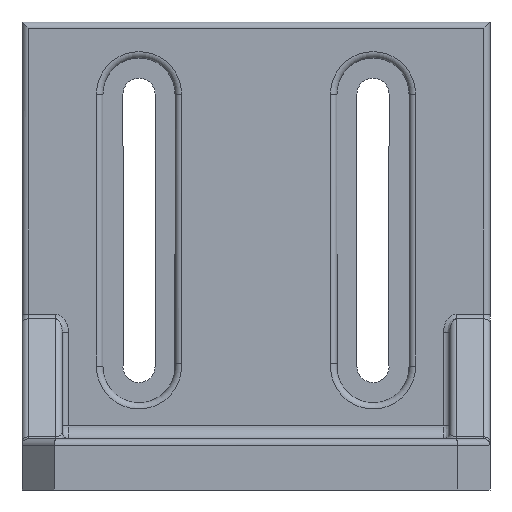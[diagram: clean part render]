
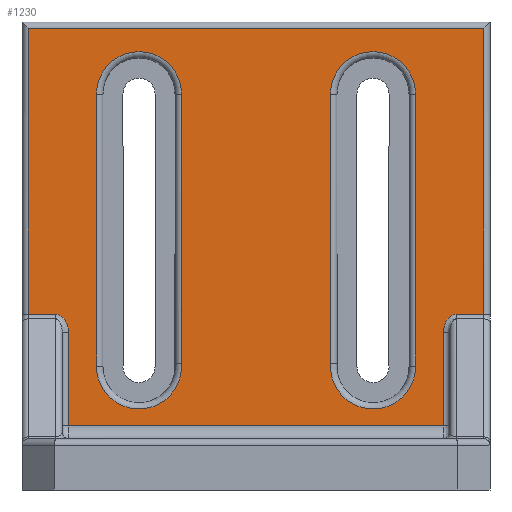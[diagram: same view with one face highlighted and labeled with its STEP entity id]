
A CAD part, front view. The second image highlights one B-rep face of the part: STEP entity #1230.
In plain terms, the highlighted planar face has unit normal (0, -1, 0).
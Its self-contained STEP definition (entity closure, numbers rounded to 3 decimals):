
#77=FACE_BOUND('',#246,.T.);
#78=FACE_BOUND('',#247,.T.);
#93=CIRCLE('',#1323,6.625);
#97=CIRCLE('',#1329,6.625);
#100=CIRCLE('',#1338,6.625);
#101=CIRCLE('',#1339,6.625);
#163=FACE_OUTER_BOUND('',#245,.T.);
#245=EDGE_LOOP('',(#872,#873,#874,#875,#876,#877,#878,#879,#880,#881));
#246=EDGE_LOOP('',(#882,#883,#884,#885));
#247=EDGE_LOOP('',(#886,#887,#888,#889));
#328=ELLIPSE('',#1336,2.828,2.);
#329=ELLIPSE('',#1337,2.828,2.);
#351=LINE('',#1970,#449);
#352=LINE('',#1978,#450);
#358=LINE('',#1993,#456);
#359=LINE('',#1995,#457);
#360=LINE('',#1997,#458);
#361=LINE('',#2001,#459);
#362=LINE('',#2003,#460);
#363=LINE('',#2005,#461);
#364=LINE('',#2007,#462);
#365=LINE('',#2009,#463);
#366=LINE('',#2013,#464);
#367=LINE('',#2017,#465);
#449=VECTOR('',#1506,10.);
#450=VECTOR('',#1517,10.);
#456=VECTOR('',#1531,10.);
#457=VECTOR('',#1532,10.);
#458=VECTOR('',#1533,10.);
#459=VECTOR('',#1536,10.);
#460=VECTOR('',#1537,10.);
#461=VECTOR('',#1538,10.);
#462=VECTOR('',#1539,10.);
#463=VECTOR('',#1540,10.);
#464=VECTOR('',#1543,10.);
#465=VECTOR('',#1546,10.);
#553=VERTEX_POINT('',#1910);
#554=VERTEX_POINT('',#1911);
#558=VERTEX_POINT('',#1968);
#560=VERTEX_POINT('',#1973);
#564=VERTEX_POINT('',#1991);
#565=VERTEX_POINT('',#1992);
#566=VERTEX_POINT('',#1994);
#567=VERTEX_POINT('',#1996);
#568=VERTEX_POINT('',#1998);
#569=VERTEX_POINT('',#2000);
#570=VERTEX_POINT('',#2002);
#571=VERTEX_POINT('',#2004);
#572=VERTEX_POINT('',#2006);
#573=VERTEX_POINT('',#2008);
#574=VERTEX_POINT('',#2011);
#575=VERTEX_POINT('',#2012);
#576=VERTEX_POINT('',#2014);
#577=VERTEX_POINT('',#2016);
#664=EDGE_CURVE('',#553,#554,#93,.T.);
#670=EDGE_CURVE('',#558,#553,#351,.T.);
#672=EDGE_CURVE('',#560,#558,#97,.T.);
#674=EDGE_CURVE('',#554,#560,#352,.T.);
#681=EDGE_CURVE('',#564,#565,#358,.T.);
#682=EDGE_CURVE('',#566,#564,#359,.T.);
#683=EDGE_CURVE('',#567,#566,#360,.T.);
#684=EDGE_CURVE('',#568,#567,#328,.T.);
#685=EDGE_CURVE('',#569,#568,#361,.T.);
#686=EDGE_CURVE('',#570,#569,#362,.T.);
#687=EDGE_CURVE('',#571,#570,#363,.T.);
#688=EDGE_CURVE('',#572,#571,#364,.T.);
#689=EDGE_CURVE('',#573,#572,#365,.T.);
#690=EDGE_CURVE('',#565,#573,#329,.T.);
#691=EDGE_CURVE('',#574,#575,#366,.T.);
#692=EDGE_CURVE('',#576,#574,#100,.T.);
#693=EDGE_CURVE('',#577,#576,#367,.T.);
#694=EDGE_CURVE('',#575,#577,#101,.T.);
#872=ORIENTED_EDGE('',*,*,#681,.F.);
#873=ORIENTED_EDGE('',*,*,#682,.F.);
#874=ORIENTED_EDGE('',*,*,#683,.F.);
#875=ORIENTED_EDGE('',*,*,#684,.F.);
#876=ORIENTED_EDGE('',*,*,#685,.F.);
#877=ORIENTED_EDGE('',*,*,#686,.F.);
#878=ORIENTED_EDGE('',*,*,#687,.F.);
#879=ORIENTED_EDGE('',*,*,#688,.F.);
#880=ORIENTED_EDGE('',*,*,#689,.F.);
#881=ORIENTED_EDGE('',*,*,#690,.F.);
#882=ORIENTED_EDGE('',*,*,#691,.F.);
#883=ORIENTED_EDGE('',*,*,#692,.F.);
#884=ORIENTED_EDGE('',*,*,#693,.F.);
#885=ORIENTED_EDGE('',*,*,#694,.F.);
#886=ORIENTED_EDGE('',*,*,#664,.F.);
#887=ORIENTED_EDGE('',*,*,#670,.F.);
#888=ORIENTED_EDGE('',*,*,#672,.F.);
#889=ORIENTED_EDGE('',*,*,#674,.F.);
#1201=PLANE('',#1335);
#1230=ADVANCED_FACE('',(#163,#77,#78),#1201,.T.);
#1323=AXIS2_PLACEMENT_3D('',#1912,#1497,#1498);
#1329=AXIS2_PLACEMENT_3D('',#1975,#1511,#1512);
#1335=AXIS2_PLACEMENT_3D('',#1990,#1529,#1530);
#1336=AXIS2_PLACEMENT_3D('',#1999,#1534,#1535);
#1337=AXIS2_PLACEMENT_3D('',#2010,#1541,#1542);
#1338=AXIS2_PLACEMENT_3D('',#2015,#1544,#1545);
#1339=AXIS2_PLACEMENT_3D('',#2018,#1547,#1548);
#1497=DIRECTION('center_axis',(0.,-1.,0.));
#1498=DIRECTION('ref_axis',(-0.031,0.,-1.));
#1506=DIRECTION('',(0.,0.,-1.));
#1511=DIRECTION('center_axis',(0.,-1.,0.));
#1512=DIRECTION('ref_axis',(0.,0.,1.));
#1517=DIRECTION('',(0.,0.,1.));
#1529=DIRECTION('center_axis',(0.,-1.,0.));
#1530=DIRECTION('ref_axis',(0.,0.,-1.));
#1531=DIRECTION('',(0.,0.,1.));
#1532=DIRECTION('',(-1.,0.,0.));
#1533=DIRECTION('',(0.,0.,-1.));
#1534=DIRECTION('center_axis',(0.,-1.,0.));
#1535=DIRECTION('ref_axis',(0.,0.,1.));
#1536=DIRECTION('',(-1.,0.,0.));
#1537=DIRECTION('',(0.,0.,-1.));
#1538=DIRECTION('',(1.,0.,0.));
#1539=DIRECTION('',(0.,0.,1.));
#1540=DIRECTION('',(-1.,0.,0.));
#1541=DIRECTION('center_axis',(0.,-1.,0.));
#1542=DIRECTION('ref_axis',(0.,0.,1.));
#1543=DIRECTION('',(0.,0.,-1.));
#1544=DIRECTION('center_axis',(0.,-1.,0.));
#1545=DIRECTION('ref_axis',(0.,0.,1.));
#1546=DIRECTION('',(0.,0.,1.));
#1547=DIRECTION('center_axis',(0.,-1.,0.));
#1548=DIRECTION('ref_axis',(0.031,0.,-1.));
#1910=CARTESIAN_POINT('',(11.641,-8.,-16.787));
#1911=CARTESIAN_POINT('',(24.874,-8.,-17.164));
#1912=CARTESIAN_POINT('Origin',(18.25,-8.,-17.25));
#1968=CARTESIAN_POINT('',(11.625,-8.,25.245));
#1970=CARTESIAN_POINT('',(11.638,-8.,-8.41));
#1973=CARTESIAN_POINT('',(24.875,-8.,25.25));
#1975=CARTESIAN_POINT('Origin',(18.25,-8.,25.25));
#1978=CARTESIAN_POINT('',(24.875,-8.,12.625));
#1990=CARTESIAN_POINT('Origin',(0.,-8.,0.));
#1991=CARTESIAN_POINT('',(-29.25,-8.,-26.5));
#1992=CARTESIAN_POINT('',(-29.25,-8.,-11.914));
#1993=CARTESIAN_POINT('',(-29.25,-8.,-9.5));
#1994=CARTESIAN_POINT('',(29.25,-8.,-26.5));
#1995=CARTESIAN_POINT('',(18.25,-8.,-26.5));
#1996=CARTESIAN_POINT('',(29.25,-8.,-11.914));
#1997=CARTESIAN_POINT('',(29.25,-8.,-9.5));
#1998=CARTESIAN_POINT('',(31.25,-8.,-9.086));
#1999=CARTESIAN_POINT('Origin',(31.25,-8.,-11.914));
#2000=CARTESIAN_POINT('',(35.5,-8.,-9.086));
#2001=CARTESIAN_POINT('',(18.25,-8.,-9.086));
#2002=CARTESIAN_POINT('',(35.5,-8.,35.5));
#2003=CARTESIAN_POINT('',(35.5,-8.,-18.25));
#2004=CARTESIAN_POINT('',(-35.5,-8.,35.5));
#2005=CARTESIAN_POINT('',(18.25,-8.,35.5));
#2006=CARTESIAN_POINT('',(-35.5,-8.,-9.086));
#2007=CARTESIAN_POINT('',(-35.5,-8.,18.25));
#2008=CARTESIAN_POINT('',(-31.25,-8.,-9.086));
#2009=CARTESIAN_POINT('',(-18.25,-8.,-9.086));
#2010=CARTESIAN_POINT('Origin',(-31.25,-8.,-11.914));
#2011=CARTESIAN_POINT('',(-24.875,-8.,25.25));
#2012=CARTESIAN_POINT('',(-24.874,-8.,-17.164));
#2013=CARTESIAN_POINT('',(-24.875,-8.,-8.586));
#2014=CARTESIAN_POINT('',(-11.625,-8.,25.245));
#2015=CARTESIAN_POINT('Origin',(-18.25,-8.,25.25));
#2016=CARTESIAN_POINT('',(-11.641,-8.,-16.787));
#2017=CARTESIAN_POINT('',(-11.63,-8.,12.625));
#2018=CARTESIAN_POINT('Origin',(-18.25,-8.,-17.25));
